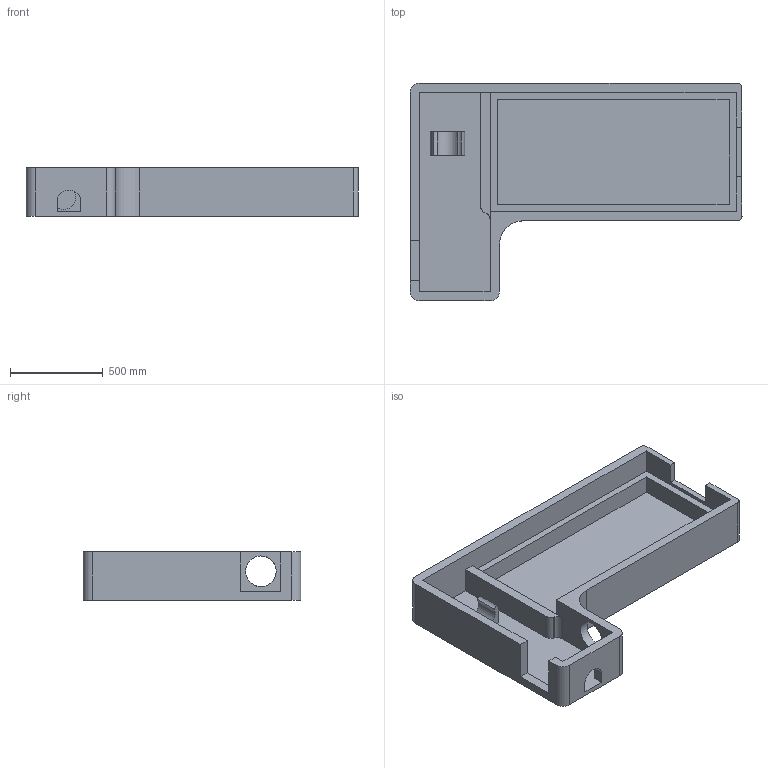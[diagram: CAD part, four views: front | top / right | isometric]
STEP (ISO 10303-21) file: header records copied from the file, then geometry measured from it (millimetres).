
FILE_DESCRIPTION(/* description */ ('Unknown','CAx-IF Rec.Pracs.---Representation and Presentation of Product Manufacturing Information (PMI)---4.0---2014-10-13','CAx-IF Rec.Pracs.---3D Tessellated Geometry---0.4---2014-09-14','2;1'),/* implementation_level */ '2;1');
FILE_NAME(/* name */ 'TEIL_1_AP242',/* time_stamp */ '2023-10-23T16:25:26+02:00',/* author */ ('Unknown'),/* organization */ ('Unknown'),/* preprocessor_version */ 'ST-DEVELOPER v18.104',/* originating_system */ 'Solid Edge',/* authorisation */ 'Unknown');
FILE_SCHEMA (('AP242_MANAGED_MODEL_BASED_3D_ENGINEERING_MIM_LF { 1 0 10303 442 1 1 4 }'));
Length unit declared in the file: millimetre
Products named in the file (1): TEIL_1
Bounding box: 1790.7 x 1174.77 x 260.35 mm (x, y, z)
Volume: 120428971.9 mm3; surface area: 5964984.4 mm2
Topology: 1 solids, 1 shells, 57 faces, 164 edges, 110 vertices
Faces by surface type: plane 38, cylinder 15, bspline 4
Full cylindrical faces by diameter (mm): 165.097 x1
Entity records: 1936 total; most frequent: CARTESIAN_POINT 403, ORIENTED_EDGE 324, DIRECTION 299, EDGE_CURVE 162, LINE 119, VECTOR 119, VERTEX_POINT 109, AXIS2_PLACEMENT_3D 90
